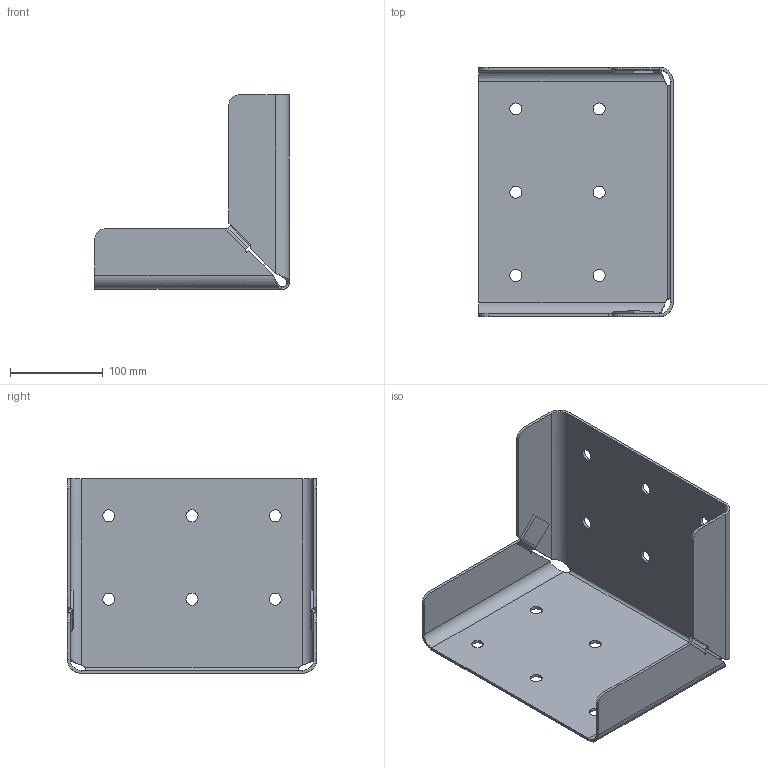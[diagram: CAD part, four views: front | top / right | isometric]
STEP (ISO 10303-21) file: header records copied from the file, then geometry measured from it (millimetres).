
FILE_DESCRIPTION(/* description */ ('Fiberline Patentbeslag'),/* implementation_level */ '2;1');
FILE_NAME(/* name */ '163004.stp',/* time_stamp */ '2025-05-15T10:57:56+02:00',/* author */ ('Denmar'),/* organization */ (''),/* preprocessor_version */ 'ST-DEVELOPER v20',/* originating_system */ 'Autodesk Inventor 2024',/* authorisation */ '0 mm^3');
FILE_SCHEMA (('AUTOMOTIVE_DESIGN { 1 0 10303 214 3 1 1 }'));
Length unit declared in the file: millimetre
Products named in the file (1): 163004
Bounding box: 210 x 269.6 x 210 mm (x, y, z)
Volume: 449688.6 mm3; surface area: 306898.4 mm2
Topology: 1 solids, 1 shells, 108 faces, 252 edges, 146 vertices
Faces by surface type: plane 60, cylinder 40, bspline 8
Full cylindrical faces by diameter (mm): 13 x12
Entity records: 3659 total; most frequent: CARTESIAN_POINT 1139, ORIENTED_EDGE 504, DIRECTION 502, EDGE_CURVE 252, LINE 172, VECTOR 172, AXIS2_PLACEMENT_3D 165, VERTEX_POINT 146
